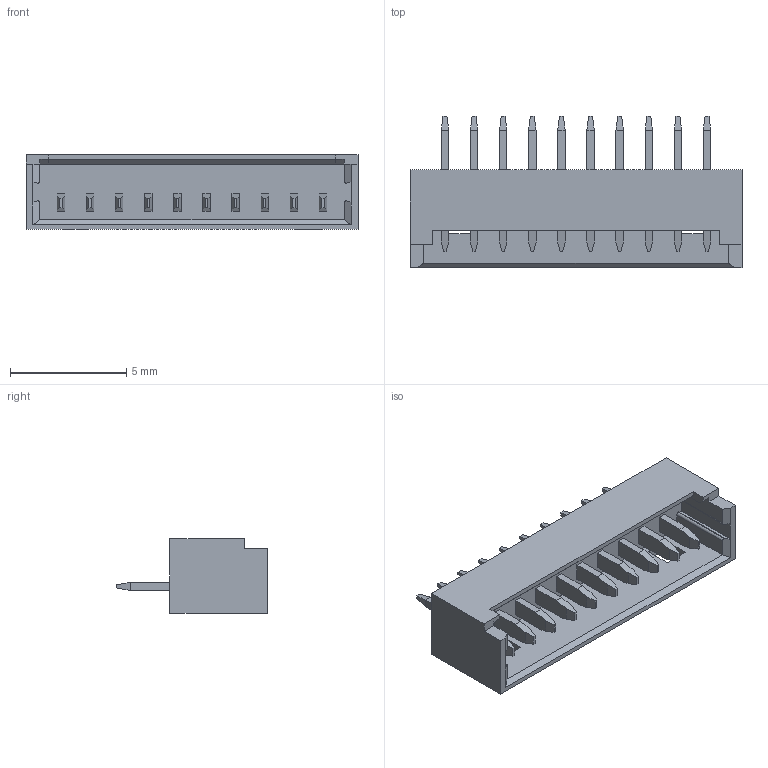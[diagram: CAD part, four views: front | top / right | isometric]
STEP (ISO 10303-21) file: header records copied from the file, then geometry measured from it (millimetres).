
FILE_DESCRIPTION(('FreeCAD Model'),'2;1');
FILE_NAME('Open CASCADE Shape Model','2025-09-30T16:34:57',(''),(''), 'Open CASCADE STEP processor 7.8','FreeCAD','Unknown');
FILE_SCHEMA(('AUTOMOTIVE_DESIGN { 1 0 10303 214 1 1 1 1 }'));
Length unit declared in the file: millimetre
Products named in the file (1): 0530471010
Bounding box: 14.25 x 6.5 x 3.2 mm (x, y, z)
Volume: 94.4 mm3; surface area: 356.6 mm2
Topology: 1 solids, 1 shells, 230 faces, 578 edges, 370 vertices
Faces by surface type: plane 222, cylinder 8
Entity records: 6720 total; most frequent: CARTESIAN_POINT 1179, ORIENTED_EDGE 1156, DIRECTION 1056, EDGE_CURVE 578, LINE 562, VECTOR 562, VERTEX_POINT 370, FACE_BOUND 254
